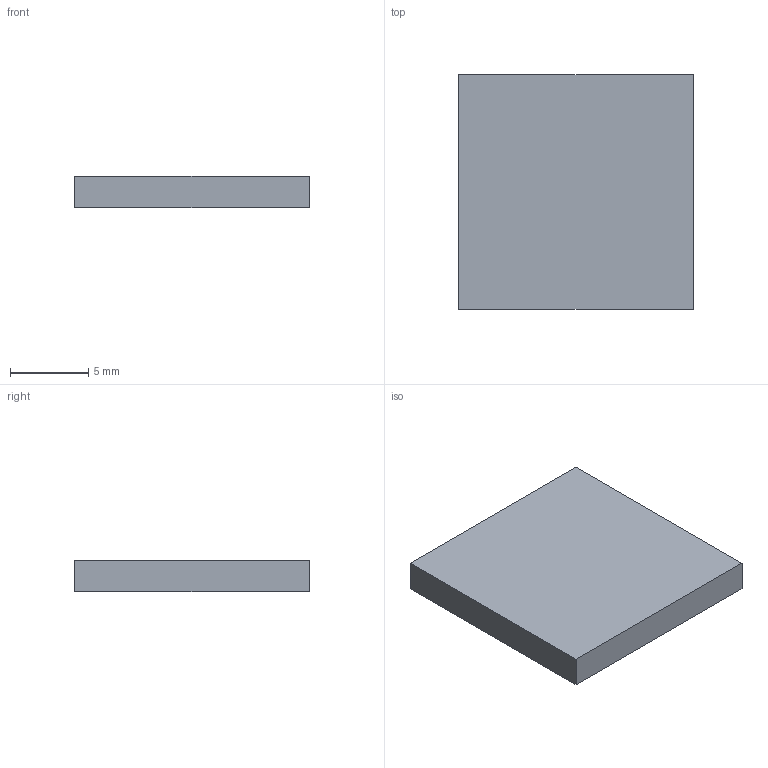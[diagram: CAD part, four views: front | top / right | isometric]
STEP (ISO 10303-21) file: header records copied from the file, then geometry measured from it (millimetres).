
FILE_DESCRIPTION(('STEP AP214'),'1');
FILE_NAME('square_and_solid.stp','2023-09-21T09:58:27',(' '),(' '),'Spatial InterOp 3D',' ',' ');
FILE_SCHEMA(('AUTOMOTIVE_DESIGN { 1 0 10303 214 1 1 1 1 }'));
Length unit declared in the file: metre
Products named in the file (1): Surface
Bounding box: 15 x 15 x 2 mm (x, y, z)
Volume: 450 mm3; surface area: 795 mm2
Topology: 1 solids, 2 shells, 7 faces, 16 edges, 12 vertices
Faces by surface type: plane 7
Entity records: 237 total; most frequent: CARTESIAN_POINT 37, DIRECTION 34, ORIENTED_EDGE 28, EDGE_CURVE 16, LINE 16, VECTOR 16, VERTEX_POINT 12, AXIS2_PLACEMENT_3D 9
